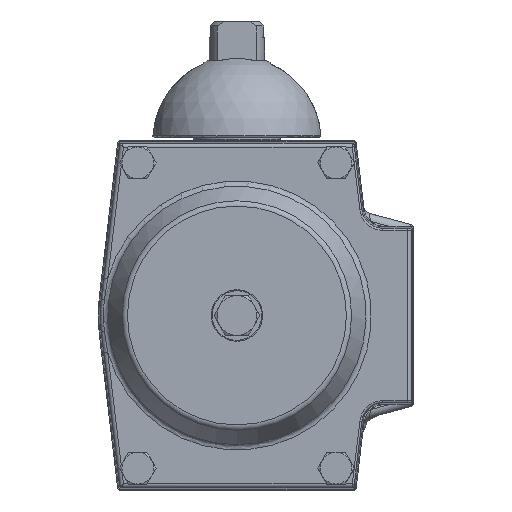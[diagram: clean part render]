
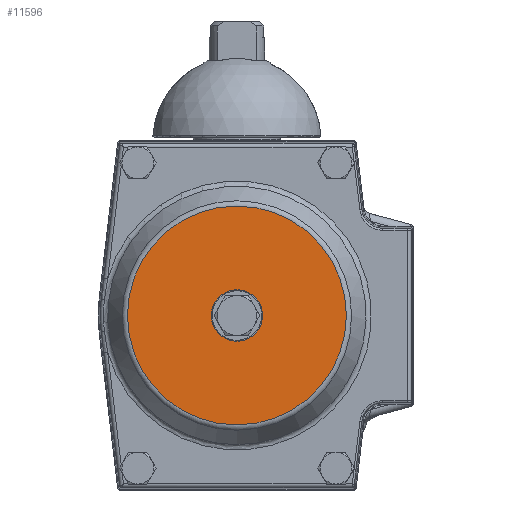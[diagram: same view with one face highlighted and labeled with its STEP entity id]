
A CAD part, front view. The second image highlights one B-rep face of the part: STEP entity #11596.
In plain terms, the highlighted planar face has unit normal (0, -1, 0).
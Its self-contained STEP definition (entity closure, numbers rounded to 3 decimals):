
#911=CIRCLE('',#13081,6.5);
#938=CIRCLE('',#13146,27.597);
#4752=ORIENTED_EDGE('',*,*,#6892,.T.);
#4753=ORIENTED_EDGE('',*,*,#6971,.T.);
#6892=EDGE_CURVE('',#8305,#8305,#911,.T.);
#6971=EDGE_CURVE('',#8357,#8357,#938,.T.);
#8305=VERTEX_POINT('',#22439);
#8357=VERTEX_POINT('',#22722);
#9766=EDGE_LOOP('',(#4752));
#9767=EDGE_LOOP('',(#4753));
#10622=FACE_BOUND('',#9766,.T.);
#10623=FACE_BOUND('',#9767,.T.);
#10991=PLANE('',#13148);
#11596=ADVANCED_FACE('',(#10622,#10623),#10991,.T.);
#13081=AXIS2_PLACEMENT_3D('',#22438,#15652,#15653);
#13146=AXIS2_PLACEMENT_3D('',#22721,#15812,#15813);
#13148=AXIS2_PLACEMENT_3D('',#22725,#15816,#15817);
#15652=DIRECTION('',(0.,1.,0.));
#15653=DIRECTION('',(-1.,0.,0.));
#15812=DIRECTION('',(0.,-1.,0.));
#15813=DIRECTION('',(-1.,0.,0.));
#15816=DIRECTION('',(0.,-1.,0.));
#15817=DIRECTION('',(-1.,0.,0.));
#22438=CARTESIAN_POINT('',(0.,-69.5,0.));
#22439=CARTESIAN_POINT('',(-6.5,-69.5,0.));
#22721=CARTESIAN_POINT('',(0.,-69.5,0.));
#22722=CARTESIAN_POINT('',(-27.597,-69.5,0.));
#22725=CARTESIAN_POINT('',(-28.5,-69.5,0.));
